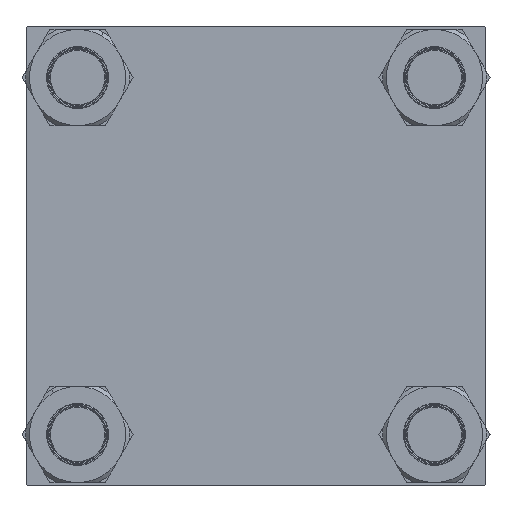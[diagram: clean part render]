
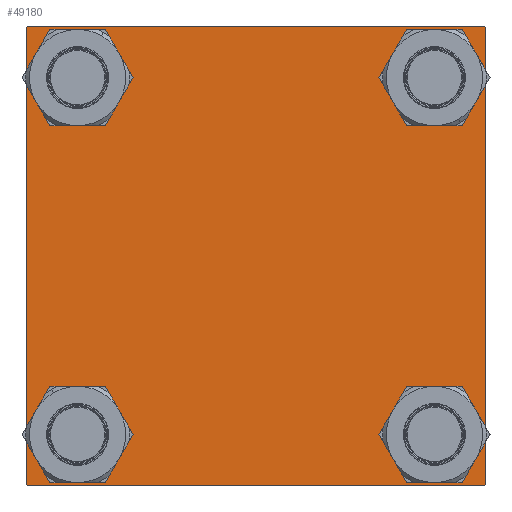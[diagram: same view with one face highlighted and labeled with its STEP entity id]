
A CAD part, left-side view. The second image highlights one B-rep face of the part: STEP entity #49180.
In plain terms, the highlighted planar face has unit normal (-1, 0, 0).
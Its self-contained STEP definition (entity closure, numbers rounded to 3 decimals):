
#101 = ORIENTED_EDGE ( 'NONE', *, *, #28480, .T. ) ;
#328 = CARTESIAN_POINT ( 'NONE',  ( 0., -95.1, -110.6 ) ) ;
#1189 = EDGE_CURVE ( 'NONE', #41876, #27137, #1387, .T. ) ;
#1387 = LINE ( 'NONE', #17085, #4420 ) ;
#3032 = DIRECTION ( 'NONE',  ( 0., 0., 1. ) ) ;
#3462 = ORIENTED_EDGE ( 'NONE', *, *, #24783, .T. ) ;
#3552 = FACE_BOUND ( 'NONE', #5517, .T. ) ;
#3948 = EDGE_LOOP ( 'NONE', ( #37976, #31196 ) ) ;
#3991 = DIRECTION ( 'NONE',  ( 0., 0., 1. ) ) ;
#4290 = CARTESIAN_POINT ( 'NONE',  ( 0., 95.1, 110.6 ) ) ;
#4420 = VECTOR ( 'NONE', #35893, 1000. ) ;
#4853 = VERTEX_POINT ( 'NONE', #27856 ) ;
#5182 = DIRECTION ( 'NONE',  ( 0., -0.707, -0.707 ) ) ;
#5517 = EDGE_LOOP ( 'NONE', ( #101, #7663 ) ) ;
#5992 = ORIENTED_EDGE ( 'NONE', *, *, #37518, .T. ) ;
#6148 = CARTESIAN_POINT ( 'NONE',  ( 0., -95.1, 95.1 ) ) ;
#6657 = DIRECTION ( 'NONE',  ( 0., 0., 1. ) ) ;
#7165 = PLANE ( 'NONE',  #14931 ) ;
#7534 = VERTEX_POINT ( 'NONE', #43876 ) ;
#7546 = LINE ( 'NONE', #30725, #47406 ) ;
#7663 = ORIENTED_EDGE ( 'NONE', *, *, #11695, .T. ) ;
#7692 = DIRECTION ( 'NONE',  ( 0., -1., 0. ) ) ;
#7826 = EDGE_CURVE ( 'NONE', #21039, #18336, #44277, .T. ) ;
#8321 = CIRCLE ( 'NONE', #16543, 15.5 ) ;
#8436 = VECTOR ( 'NONE', #5182, 1000. ) ;
#8759 = VECTOR ( 'NONE', #34095, 1000. ) ;
#9100 = DIRECTION ( 'NONE',  ( 1., 0., 0. ) ) ;
#9185 = DIRECTION ( 'NONE',  ( 0., 0., 1. ) ) ;
#9252 = DIRECTION ( 'NONE',  ( 0., 0., 1. ) ) ;
#9595 = AXIS2_PLACEMENT_3D ( 'NONE', #27678, #39249, #3991 ) ;
#11117 = AXIS2_PLACEMENT_3D ( 'NONE', #38092, #49409, #49656 ) ;
#11695 = EDGE_CURVE ( 'NONE', #47558, #46941, #8321, .T. ) ;
#12463 = CIRCLE ( 'NONE', #42781, 15.5 ) ;
#12755 = CIRCLE ( 'NONE', #11117, 15.5 ) ;
#12809 = DIRECTION ( 'NONE',  ( 1., 0., 0. ) ) ;
#12866 = CIRCLE ( 'NONE', #39176, 15.5 ) ;
#13165 = EDGE_LOOP ( 'NONE', ( #34292, #13953 ) ) ;
#13953 = ORIENTED_EDGE ( 'NONE', *, *, #49281, .T. ) ;
#14931 = AXIS2_PLACEMENT_3D ( 'NONE', #18481, #22343, #3032 ) ;
#15129 = FACE_BOUND ( 'NONE', #13165, .T. ) ;
#15512 = LINE ( 'NONE', #26869, #33948 ) ;
#15522 = ORIENTED_EDGE ( 'NONE', *, *, #50788, .T. ) ;
#15987 = ORIENTED_EDGE ( 'NONE', *, *, #7826, .F. ) ;
#16543 = AXIS2_PLACEMENT_3D ( 'NONE', #6148, #41912, #6657 ) ;
#17085 = CARTESIAN_POINT ( 'NONE',  ( 0., 122.5, -122.5 ) ) ;
#17966 = ORIENTED_EDGE ( 'NONE', *, *, #35464, .T. ) ;
#18131 = AXIS2_PLACEMENT_3D ( 'NONE', #32367, #32867, #9185 ) ;
#18315 = CARTESIAN_POINT ( 'NONE',  ( 0., -122.5, 122. ) ) ;
#18336 = VERTEX_POINT ( 'NONE', #38806 ) ;
#18388 = CARTESIAN_POINT ( 'NONE',  ( 0., 122.25, 122.25 ) ) ;
#18481 = CARTESIAN_POINT ( 'NONE',  ( 0., 0., 0. ) ) ;
#19150 = EDGE_CURVE ( 'NONE', #45873, #41876, #40440, .T. ) ;
#19158 = ORIENTED_EDGE ( 'NONE', *, *, #49216, .T. ) ;
#19254 = FACE_OUTER_BOUND ( 'NONE', #31749, .T. ) ;
#19687 = CARTESIAN_POINT ( 'NONE',  ( 0., -95.1, -79.6 ) ) ;
#19769 = EDGE_CURVE ( 'NONE', #28649, #45873, #15512, .T. ) ;
#20346 = ORIENTED_EDGE ( 'NONE', *, *, #34422, .F. ) ;
#21039 = VERTEX_POINT ( 'NONE', #18315 ) ;
#21508 = CIRCLE ( 'NONE', #50256, 15.5 ) ;
#21828 = ORIENTED_EDGE ( 'NONE', *, *, #19769, .T. ) ;
#22343 = DIRECTION ( 'NONE',  ( -1., 0., 0. ) ) ;
#22603 = FACE_BOUND ( 'NONE', #3948, .T. ) ;
#23125 = LINE ( 'NONE', #38809, #30573 ) ;
#24205 = VERTEX_POINT ( 'NONE', #36494 ) ;
#24654 = DIRECTION ( 'NONE',  ( 0., 0., 1. ) ) ;
#24783 = EDGE_CURVE ( 'NONE', #7534, #25186, #12755, .T. ) ;
#24962 = DIRECTION ( 'NONE',  ( 1., 0., 0. ) ) ;
#25186 = VERTEX_POINT ( 'NONE', #4290 ) ;
#25279 = CARTESIAN_POINT ( 'NONE',  ( 0., 122.25, -122.25 ) ) ;
#26249 = CARTESIAN_POINT ( 'NONE',  ( 0., -122., -122.5 ) ) ;
#26869 = CARTESIAN_POINT ( 'NONE',  ( 0., 122.5, 122.5 ) ) ;
#27006 = LINE ( 'NONE', #46795, #49077 ) ;
#27072 = CARTESIAN_POINT ( 'NONE',  ( 0., -95.1, 79.6 ) ) ;
#27137 = VERTEX_POINT ( 'NONE', #26249 ) ;
#27678 = CARTESIAN_POINT ( 'NONE',  ( 0., -95.1, -95.1 ) ) ;
#27856 = CARTESIAN_POINT ( 'NONE',  ( 0., -122., 122.5 ) ) ;
#28480 = EDGE_CURVE ( 'NONE', #46941, #47558, #12866, .T. ) ;
#28649 = VERTEX_POINT ( 'NONE', #50476 ) ;
#28754 = CARTESIAN_POINT ( 'NONE',  ( 0., -95.1, 110.6 ) ) ;
#28908 = DIRECTION ( 'NONE',  ( 0., 0., 1. ) ) ;
#30573 = VECTOR ( 'NONE', #50373, 1000. ) ;
#30725 = CARTESIAN_POINT ( 'NONE',  ( 0., -122.25, -122.25 ) ) ;
#30979 = CARTESIAN_POINT ( 'NONE',  ( 0., 122., 122.5 ) ) ;
#31196 = ORIENTED_EDGE ( 'NONE', *, *, #33541, .T. ) ;
#31749 = EDGE_LOOP ( 'NONE', ( #21828, #35125, #39577, #17966, #15987, #19158, #20346, #5992 ) ) ;
#31916 = AXIS2_PLACEMENT_3D ( 'NONE', #43205, #12809, #24654 ) ;
#32367 = CARTESIAN_POINT ( 'NONE',  ( 0., -95.1, -95.1 ) ) ;
#32707 = DIRECTION ( 'NONE',  ( 0., 0., -1. ) ) ;
#32867 = DIRECTION ( 'NONE',  ( 1., 0., 0. ) ) ;
#33410 = VERTEX_POINT ( 'NONE', #19687 ) ;
#33541 = EDGE_CURVE ( 'NONE', #36361, #33410, #39173, .T. ) ;
#33948 = VECTOR ( 'NONE', #49744, 1000. ) ;
#34095 = DIRECTION ( 'NONE',  ( 0., 0.707, -0.707 ) ) ;
#34292 = ORIENTED_EDGE ( 'NONE', *, *, #41559, .T. ) ;
#34422 = EDGE_CURVE ( 'NONE', #49455, #4853, #27006, .T. ) ;
#35125 = ORIENTED_EDGE ( 'NONE', *, *, #19150, .T. ) ;
#35464 = EDGE_CURVE ( 'NONE', #27137, #18336, #7546, .T. ) ;
#35893 = DIRECTION ( 'NONE',  ( 0., -1., 0. ) ) ;
#36361 = VERTEX_POINT ( 'NONE', #328 ) ;
#36494 = CARTESIAN_POINT ( 'NONE',  ( 0., 95.1, -110.6 ) ) ;
#37518 = EDGE_CURVE ( 'NONE', #49455, #28649, #50016, .T. ) ;
#37802 = CARTESIAN_POINT ( 'NONE',  ( 0., 95.1, -79.6 ) ) ;
#37976 = ORIENTED_EDGE ( 'NONE', *, *, #46965, .T. ) ;
#38092 = CARTESIAN_POINT ( 'NONE',  ( 0., 95.1, 95.1 ) ) ;
#38167 = DIRECTION ( 'NONE',  ( 0., -0.707, 0.707 ) ) ;
#38806 = CARTESIAN_POINT ( 'NONE',  ( 0., -122.5, -122. ) ) ;
#38809 = CARTESIAN_POINT ( 'NONE',  ( 0., -122.25, 122.25 ) ) ;
#39173 = CIRCLE ( 'NONE', #9595, 15.5 ) ;
#39176 = AXIS2_PLACEMENT_3D ( 'NONE', #48435, #44597, #28908 ) ;
#39249 = DIRECTION ( 'NONE',  ( 1., 0., 0. ) ) ;
#39577 = ORIENTED_EDGE ( 'NONE', *, *, #1189, .T. ) ;
#40254 = CARTESIAN_POINT ( 'NONE',  ( 0., 122.5, -122. ) ) ;
#40290 = EDGE_LOOP ( 'NONE', ( #15522, #3462 ) ) ;
#40440 = LINE ( 'NONE', #25279, #8436 ) ;
#41559 = EDGE_CURVE ( 'NONE', #45790, #24205, #48346, .T. ) ;
#41756 = CARTESIAN_POINT ( 'NONE',  ( 0., 122., -122.5 ) ) ;
#41876 = VERTEX_POINT ( 'NONE', #41756 ) ;
#41912 = DIRECTION ( 'NONE',  ( 1., 0., 0. ) ) ;
#42781 = AXIS2_PLACEMENT_3D ( 'NONE', #44511, #24962, #9252 ) ;
#43205 = CARTESIAN_POINT ( 'NONE',  ( 0., 95.1, -95.1 ) ) ;
#43857 = CARTESIAN_POINT ( 'NONE',  ( 0., 95.1, -95.1 ) ) ;
#43876 = CARTESIAN_POINT ( 'NONE',  ( 0., 95.1, 79.6 ) ) ;
#44277 = LINE ( 'NONE', #47622, #46838 ) ;
#44511 = CARTESIAN_POINT ( 'NONE',  ( 0., 95.1, 95.1 ) ) ;
#44597 = DIRECTION ( 'NONE',  ( 1., 0., 0. ) ) ;
#45790 = VERTEX_POINT ( 'NONE', #37802 ) ;
#45873 = VERTEX_POINT ( 'NONE', #40254 ) ;
#46795 = CARTESIAN_POINT ( 'NONE',  ( 0., 122.5, 122.5 ) ) ;
#46838 = VECTOR ( 'NONE', #32707, 1000. ) ;
#46941 = VERTEX_POINT ( 'NONE', #28754 ) ;
#46965 = EDGE_CURVE ( 'NONE', #33410, #36361, #49340, .T. ) ;
#47406 = VECTOR ( 'NONE', #38167, 1000. ) ;
#47558 = VERTEX_POINT ( 'NONE', #27072 ) ;
#47622 = CARTESIAN_POINT ( 'NONE',  ( 0., -122.5, 122.5 ) ) ;
#48208 = DIRECTION ( 'NONE',  ( 0., 0., 1. ) ) ;
#48346 = CIRCLE ( 'NONE', #31916, 15.5 ) ;
#48435 = CARTESIAN_POINT ( 'NONE',  ( 0., -95.1, 95.1 ) ) ;
#49077 = VECTOR ( 'NONE', #7692, 1000. ) ;
#49180 = ADVANCED_FACE ( 'NONE', ( #3552, #22603, #15129, #49861, #19254 ), #7165, .T. ) ;
#49216 = EDGE_CURVE ( 'NONE', #21039, #4853, #23125, .T. ) ;
#49281 = EDGE_CURVE ( 'NONE', #24205, #45790, #21508, .T. ) ;
#49340 = CIRCLE ( 'NONE', #18131, 15.5 ) ;
#49409 = DIRECTION ( 'NONE',  ( 1., 0., 0. ) ) ;
#49455 = VERTEX_POINT ( 'NONE', #30979 ) ;
#49656 = DIRECTION ( 'NONE',  ( 0., 0., 1. ) ) ;
#49744 = DIRECTION ( 'NONE',  ( 0., 0., -1. ) ) ;
#49861 = FACE_BOUND ( 'NONE', #40290, .T. ) ;
#50016 = LINE ( 'NONE', #18388, #8759 ) ;
#50256 = AXIS2_PLACEMENT_3D ( 'NONE', #43857, #9100, #48208 ) ;
#50373 = DIRECTION ( 'NONE',  ( 0., 0.707, 0.707 ) ) ;
#50476 = CARTESIAN_POINT ( 'NONE',  ( 0., 122.5, 122. ) ) ;
#50788 = EDGE_CURVE ( 'NONE', #25186, #7534, #12463, .T. ) ;
